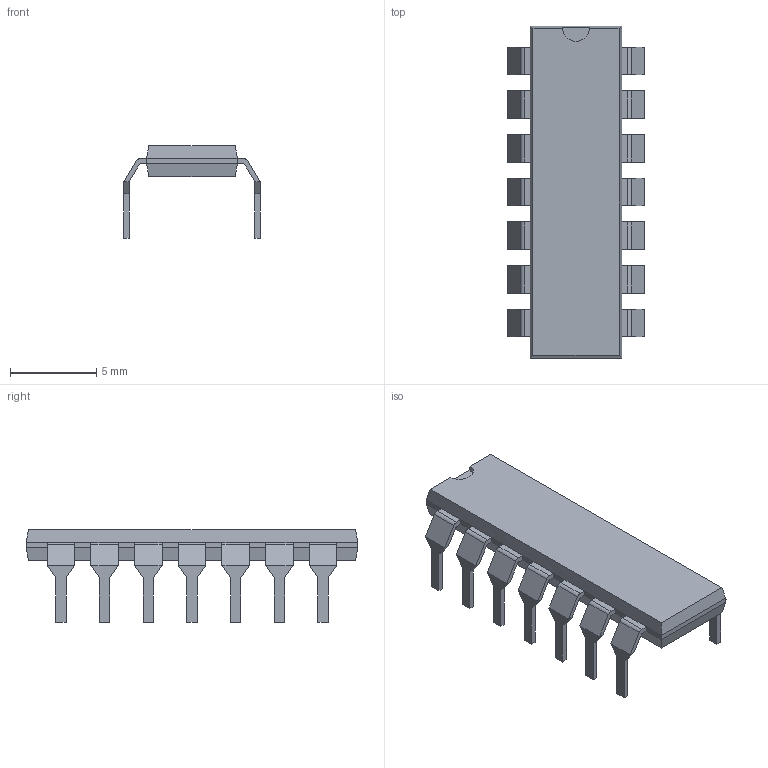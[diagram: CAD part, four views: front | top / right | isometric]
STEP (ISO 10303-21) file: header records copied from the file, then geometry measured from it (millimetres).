
FILE_DESCRIPTION(('for SolidWorks'),'2;1');
FILE_NAME('dip-14.step','2016-06-13T18:38:09',( 'pcbdesigner.ru'),('www.pcbdesigner.ru'),'Open CASCADE STEP processor 6.6','DipTrace','Unknown' );
FILE_SCHEMA(('AUTOMOTIVE_DESIGN { 1 0 10303 214 1 1 1 1 }'));
Length unit declared in the file: millimetre
Products named in the file (2): ASSEMBLY; dip-14
Assembly tree (1 placements, depth 2):
  ASSEMBLY
    dip-14
Bounding box: 7.92 x 19.3 x 5.4 mm (x, y, z)
Volume: 199.1 mm3; surface area: 464.7 mm2
Topology: 1 solids, 1 shells, 240 faces, 594 edges, 356 vertices
Faces by surface type: plane 211, cylinder 29
Entity records: 8569 total; most frequent: CARTESIAN_POINT 1192, ORIENTED_EDGE 1188, DIRECTION 1138, EDGE_CURVE 594, LINE 534, VECTOR 534, VERTEX_POINT 356, AXIS2_PLACEMENT_3D 302
